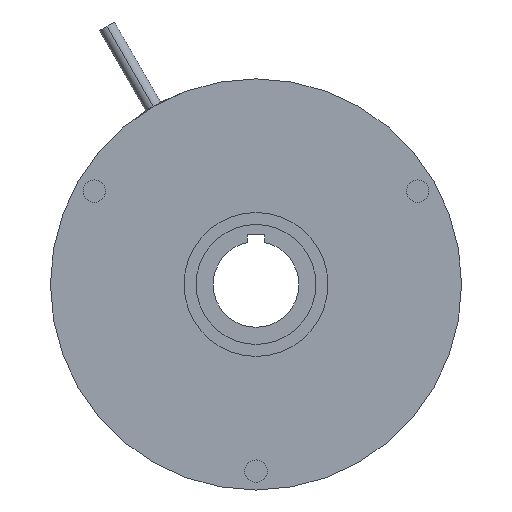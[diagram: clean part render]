
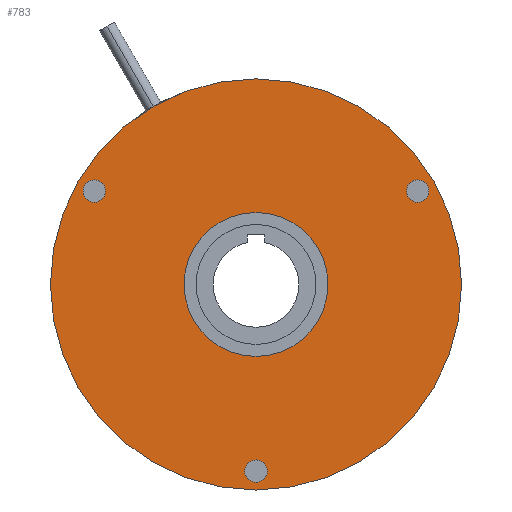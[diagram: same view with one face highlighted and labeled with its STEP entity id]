
A CAD part, left-side view. The second image highlights one B-rep face of the part: STEP entity #783.
In plain terms, the highlighted planar face has unit normal (-1, 0, 0).
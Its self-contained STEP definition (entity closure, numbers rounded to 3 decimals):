
#547=CARTESIAN_POINT('POINT38',(0.,
   0.,38.1));
#548=VERTEX_POINT('VERTEX38',#547);
#555=CARTESIAN_POINT('POINT39',(0.,
   0.,-38.1));
#556=VERTEX_POINT('VERTEX39',#555);
#557=CARTESIAN_POINT('POS49',(0.,0.,0.));
#558=DIRECTION('DIR77',(-1.,0.,0.));
#559=DIRECTION('DIR78',(0.,0.,1.));
#560=AXIS2_PLACEMENT_3D('AXIS29',#557,#558,#559);
#561=CIRCLE('ELLIPSE15',#560,38.1);
#562=EDGE_CURVE('EDGE52',#556,#548,#561,.T.);
#582=EDGE_CURVE('EDGE54',#548,#556,#561,.T.);
#587=CARTESIAN_POINT('POINT40',(0.,
   -2.083,-34.608));
#588=VERTEX_POINT('VERTEX40',#587);
#595=CARTESIAN_POINT('POINT41',(0.,
   2.083,-34.608));
#596=VERTEX_POINT('VERTEX41',#595);
#597=CARTESIAN_POINT('POS53',(0.,
   0.,-34.608));
#598=DIRECTION('DIR83',(1.,0.,
   0.));
#599=DIRECTION('DIR84',(0.,-1.,
   0.));
#600=AXIS2_PLACEMENT_3D('AXIS31',#597,#598,#599);
#601=CIRCLE('ELLIPSE16',#600,2.083);
#602=EDGE_CURVE('EDGE56',#596,#588,#601,.T.);
#622=EDGE_CURVE('EDGE58',#588,#596,#601,.T.);
#627=CARTESIAN_POINT('POINT42',(0.,
   31.012,15.5));
#628=VERTEX_POINT('VERTEX42',#627);
#635=CARTESIAN_POINT('POINT43',(0.,
   28.93,19.108));
#636=VERTEX_POINT('VERTEX43',#635);
#637=CARTESIAN_POINT('POS57',(0.,29.971,
   17.304));
#638=DIRECTION('DIR89',(1.,0.,
   0.));
#639=DIRECTION('DIR90',(0.,0.5,
   -0.866));
#640=AXIS2_PLACEMENT_3D('AXIS33',#637,#638,#639);
#641=CIRCLE('ELLIPSE17',#640,2.083);
#642=EDGE_CURVE('EDGE60',#636,#628,#641,.T.);
#662=EDGE_CURVE('EDGE62',#628,#636,#641,.T.);
#667=CARTESIAN_POINT('POINT44',(0.,
   -28.93,19.108));
#668=VERTEX_POINT('VERTEX44',#667);
#675=CARTESIAN_POINT('POINT45',(0.,
   -31.012,15.5));
#676=VERTEX_POINT('VERTEX45',#675);
#677=CARTESIAN_POINT('POS61',(0.,
   -29.971,17.304));
#678=DIRECTION('DIR95',(1.,0.,
   0.));
#679=DIRECTION('DIR96',(0.,0.5,
   0.866));
#680=AXIS2_PLACEMENT_3D('AXIS35',#677,#678,#679);
#681=CIRCLE('ELLIPSE18',#680,2.083);
#682=EDGE_CURVE('EDGE64',#676,#668,#681,.T.);
#702=EDGE_CURVE('EDGE66',#668,#676,#681,.T.);
#747=ORIENTED_EDGE('COEDGE131',*,*,#702,.T.);
#748=ORIENTED_EDGE('COEDGE132',*,*,#682,.T.);
#749=EDGE_LOOP('NONE',(#747,#748));
#750=FACE_BOUND('LOOP1',#749,.T.);
#751=ORIENTED_EDGE('COEDGE133',*,*,#662,.T.);
#752=ORIENTED_EDGE('COEDGE134',*,*,#642,.T.);
#753=EDGE_LOOP('NONE',(#751,#752));
#754=FACE_BOUND('LOOP1',#753,.T.);
#755=ORIENTED_EDGE('COEDGE135',*,*,#622,.T.);
#756=ORIENTED_EDGE('COEDGE136',*,*,#602,.T.);
#757=EDGE_LOOP('NONE',(#755,#756));
#758=FACE_BOUND('LOOP1',#757,.T.);
#759=CARTESIAN_POINT('POINT48',(0.,
   0.,13.335));
#760=VERTEX_POINT('VERTEX48',#759);
#761=CARTESIAN_POINT('POINT49',(0.,
   0.,-13.335));
#762=VERTEX_POINT('VERTEX49',#761);
#763=CARTESIAN_POINT('POS68',(0.,0.,0.));
#764=DIRECTION('DIR106',(-1.,0.,0.));
#765=DIRECTION('DIR107',(0.,0.,1.));
#766=AXIS2_PLACEMENT_3D('AXIS39',#763,#764,#765);
#767=CIRCLE('ELLIPSE20',#766,13.335);
#768=EDGE_CURVE('EDGE71',#760,#762,#767,.T.);
#769=ORIENTED_EDGE('COEDGE137',*,*,#768,.F.);
#770=EDGE_CURVE('EDGE72',#762,#760,#767,.T.);
#771=ORIENTED_EDGE('COEDGE138',*,*,#770,.F.);
#772=EDGE_LOOP('NONE',(#769,#771));
#773=FACE_BOUND('LOOP1',#772,.T.);
#774=ORIENTED_EDGE('COEDGE139',*,*,#582,.T.);
#775=ORIENTED_EDGE('COEDGE140',*,*,#562,.T.);
#776=EDGE_LOOP('NONE',(#774,#775));
#777=FACE_BOUND('LOOP1',#776,.T.);
#778=CARTESIAN_POINT('POS69',(0.,
   0.,25.718));
#779=DIRECTION('DIR108',(-1.,0.,0.));
#780=DIRECTION('DIR109',(0.,1.,0.));
#781=AXIS2_PLACEMENT_3D('AXIS40',#778,#779,#780);
#782=PLANE('PLANE10',#781);
#783=ADVANCED_FACE('FACE30',(#750,#754,#758,#773,#777),#782,.T.);
